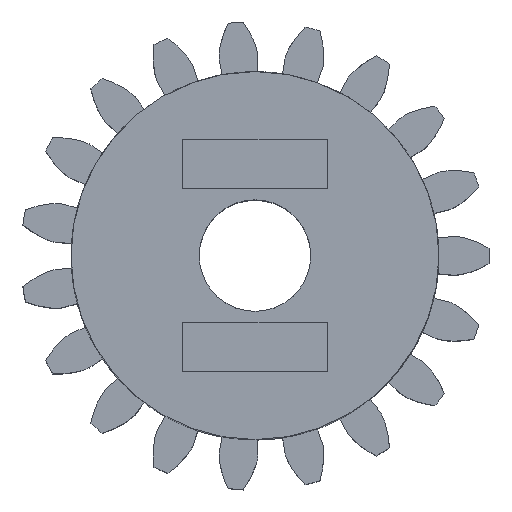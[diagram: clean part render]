
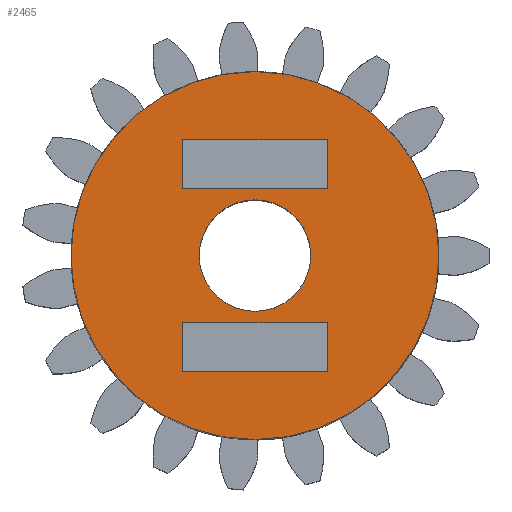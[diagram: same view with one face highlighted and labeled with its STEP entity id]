
A CAD part, top view. The second image highlights one B-rep face of the part: STEP entity #2465.
In plain terms, the highlighted planar face has unit normal (0, 0, 1).
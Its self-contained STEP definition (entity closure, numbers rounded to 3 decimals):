
#137=FACE_BOUND('',#365,.T.);
#138=FACE_BOUND('',#366,.T.);
#139=FACE_BOUND('',#367,.T.);
#155=PLANE('',#2616);
#228=FACE_OUTER_BOUND('',#364,.T.);
#364=EDGE_LOOP('',(#1718));
#365=EDGE_LOOP('',(#1719,#1720,#1721,#1722));
#366=EDGE_LOOP('',(#1723,#1724,#1725,#1726));
#367=EDGE_LOOP('',(#1727));
#498=LINE('',#3520,#718);
#502=LINE('',#3528,#722);
#505=LINE('',#3534,#725);
#508=LINE('',#3539,#728);
#510=LINE('',#3545,#730);
#514=LINE('',#3553,#734);
#517=LINE('',#3559,#737);
#520=LINE('',#3564,#740);
#718=VECTOR('',#2803,10.);
#722=VECTOR('',#2809,10.);
#725=VECTOR('',#2814,10.);
#728=VECTOR('',#2819,10.);
#730=VECTOR('',#2825,10.);
#734=VECTOR('',#2831,10.);
#737=VECTOR('',#2836,10.);
#740=VECTOR('',#2841,10.);
#938=CIRCLE('',#2617,8.249);
#939=CIRCLE('',#2618,2.5);
#1026=VERTEX_POINT('',#3518);
#1027=VERTEX_POINT('',#3519);
#1030=VERTEX_POINT('',#3527);
#1032=VERTEX_POINT('',#3533);
#1034=VERTEX_POINT('',#3543);
#1035=VERTEX_POINT('',#3544);
#1038=VERTEX_POINT('',#3552);
#1040=VERTEX_POINT('',#3558);
#1042=VERTEX_POINT('',#3568);
#1043=VERTEX_POINT('',#3570);
#1286=EDGE_CURVE('',#1026,#1027,#498,.T.);
#1290=EDGE_CURVE('',#1030,#1026,#502,.T.);
#1293=EDGE_CURVE('',#1032,#1030,#505,.T.);
#1296=EDGE_CURVE('',#1027,#1032,#508,.T.);
#1298=EDGE_CURVE('',#1034,#1035,#510,.T.);
#1302=EDGE_CURVE('',#1038,#1034,#514,.T.);
#1305=EDGE_CURVE('',#1040,#1038,#517,.T.);
#1308=EDGE_CURVE('',#1035,#1040,#520,.T.);
#1310=EDGE_CURVE('',#1042,#1042,#938,.T.);
#1311=EDGE_CURVE('',#1043,#1043,#939,.T.);
#1718=ORIENTED_EDGE('',*,*,#1310,.T.);
#1719=ORIENTED_EDGE('',*,*,#1286,.T.);
#1720=ORIENTED_EDGE('',*,*,#1296,.T.);
#1721=ORIENTED_EDGE('',*,*,#1293,.T.);
#1722=ORIENTED_EDGE('',*,*,#1290,.T.);
#1723=ORIENTED_EDGE('',*,*,#1298,.T.);
#1724=ORIENTED_EDGE('',*,*,#1308,.T.);
#1725=ORIENTED_EDGE('',*,*,#1305,.T.);
#1726=ORIENTED_EDGE('',*,*,#1302,.T.);
#1727=ORIENTED_EDGE('',*,*,#1311,.T.);
#2465=ADVANCED_FACE('',(#228,#137,#138,#139),#155,.T.);
#2616=AXIS2_PLACEMENT_3D('',#3567,#2845,#2846);
#2617=AXIS2_PLACEMENT_3D('',#3569,#2847,#2848);
#2618=AXIS2_PLACEMENT_3D('',#3571,#2849,#2850);
#2803=DIRECTION('',(1.,0.,0.));
#2809=DIRECTION('',(0.,1.,0.));
#2814=DIRECTION('',(-1.,0.,0.));
#2819=DIRECTION('',(0.,-1.,0.));
#2825=DIRECTION('',(0.,1.,0.));
#2831=DIRECTION('',(-1.,0.,0.));
#2836=DIRECTION('',(0.,-1.,0.));
#2841=DIRECTION('',(1.,0.,0.));
#2845=DIRECTION('center_axis',(0.,0.,1.));
#2846=DIRECTION('ref_axis',(-1.,0.,0.));
#2847=DIRECTION('center_axis',(0.,0.,1.));
#2848=DIRECTION('ref_axis',(-1.,0.,0.));
#2849=DIRECTION('center_axis',(0.,0.,-1.));
#2850=DIRECTION('ref_axis',(-1.,0.,0.));
#3518=CARTESIAN_POINT('',(-3.25,-3.,13.));
#3519=CARTESIAN_POINT('',(3.25,-3.,13.));
#3520=CARTESIAN_POINT('',(-1.625,-3.,13.));
#3527=CARTESIAN_POINT('',(-3.25,-5.2,13.));
#3528=CARTESIAN_POINT('',(-3.25,-2.6,13.));
#3533=CARTESIAN_POINT('',(3.25,-5.2,13.));
#3534=CARTESIAN_POINT('',(1.625,-5.2,13.));
#3539=CARTESIAN_POINT('',(3.25,-1.5,13.));
#3543=CARTESIAN_POINT('',(-3.25,3.,13.));
#3544=CARTESIAN_POINT('',(-3.25,5.2,13.));
#3545=CARTESIAN_POINT('',(-3.25,1.5,13.));
#3552=CARTESIAN_POINT('',(3.25,3.,13.));
#3553=CARTESIAN_POINT('',(1.625,3.,13.));
#3558=CARTESIAN_POINT('',(3.25,5.2,13.));
#3559=CARTESIAN_POINT('',(3.25,2.6,13.));
#3564=CARTESIAN_POINT('',(-1.625,5.2,13.));
#3567=CARTESIAN_POINT('Origin',(0.,0.,13.));
#3568=CARTESIAN_POINT('',(-8.249,0.,13.));
#3569=CARTESIAN_POINT('Origin',(0.,0.,13.));
#3570=CARTESIAN_POINT('',(-2.5,0.,13.));
#3571=CARTESIAN_POINT('Origin',(0.,0.,13.));
